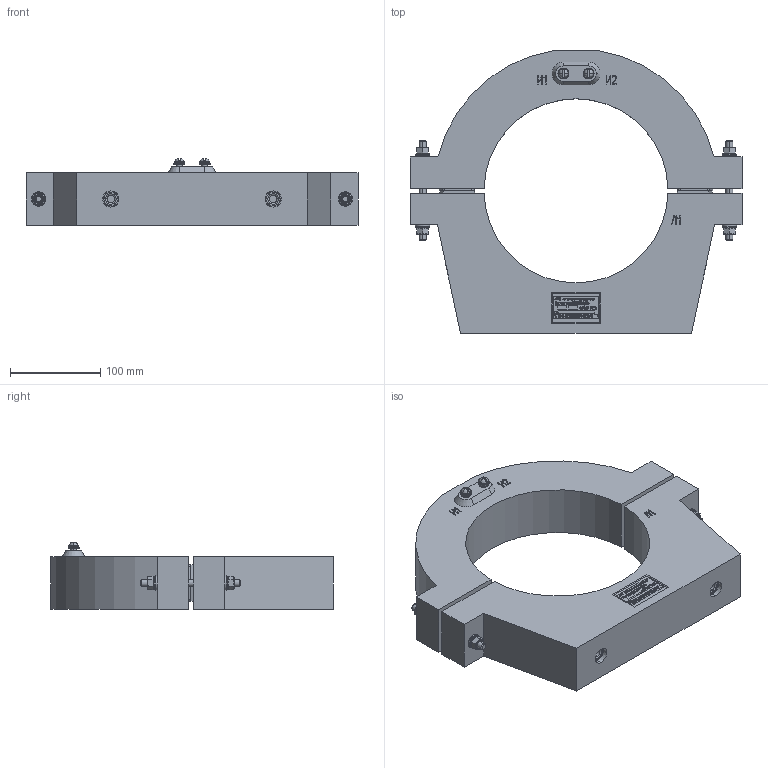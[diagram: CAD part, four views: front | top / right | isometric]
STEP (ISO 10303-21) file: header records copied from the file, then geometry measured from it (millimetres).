
FILE_DESCRIPTION (( 'STEP AP214' ), '1' );
FILE_NAME ('ﾒﾄﾇﾐﾋ-0,66-3 (3.1; 3.2; 3.3).STEP', '2023-07-14T09:11:12', ( '' ), ( '' ), 'SwSTEP 2.0', 'SolidWorks 2014', '' );
FILE_SCHEMA (( 'AUTOMOTIVE_DESIGN' ));
Length unit declared in the file: millimetre
Products named in the file (14): Ãàéêà øåñòèãðàííàÿ DIN 934_8; ﾘ琺矜 DIN 127 B_8; ﾘ琺矜 DIN 125 ﾀ_8.01.019; øïèëüêà^ÈÁËÒ.671323.001 Äàò÷èê òîêà òðàíñôîðìàòîðíûé ðàçú¸ìíûé ÒÄÇÐË-0,66; Âèíò ÃÎÑÒ 17473-80_6å10; ﾘ琺矜 DIN 127 B_6; ﾘ琺矜 DIN 125 ﾀ_6.01.019; ÂÅÈÓ.754312.178 Òàáëè÷êà íà äàò÷èê òîêà ÒÄÇÐË-0,66; ����.671323.502 ������ ������� ���� � ��������_-14 �����-0,66-3 (���); ��������^����.671323.502 ������ ������� ���� � ��������_�����-0,66-3 (���); Ãàéêà øåñòèãðàííàÿ DIN 934_10; ����.671323.502 ������ ������� ���� � ��������_-13 �����-0,66-3 (����); ��������^����.671323.502 ������ ������� ���� � ��������_�����-0,66-3 (����); ﾒﾄﾇﾐﾋ-0,66-3 (3.1; 3.2; 3.3)
Assembly tree (27 placements, depth 3):
  ﾒﾄﾇﾐﾋ-0,66-3 (3.1; 3.2; 3.3)
    ����.671323.502 ������ ������� ���� � ��������_-13 �����-0,66-3 (����)
      ��������^����.671323.502 ������ ������� ���� � ��������_�����-0,66-3 (����)
    ����.671323.502 ������ ������� ���� � ��������_-14 �����-0,66-3 (���)
      Ãàéêà øåñòèãðàííàÿ DIN 934_10  x2
      ��������^����.671323.502 ������ ������� ���� � ��������_�����-0,66-3 (���)
    ÂÅÈÓ.754312.178 Òàáëè÷êà íà äàò÷èê òîêà ÒÄÇÐË-0,66
    ﾘ琺矜 DIN 125 ﾀ_6.01.019  x2
    ﾘ琺矜 DIN 127 B_6  x2
    Âèíò ÃÎÑÒ 17473-80_6å10  x2
    øïèëüêà^ÈÁËÒ.671323.001 Äàò÷èê òîêà òðàíñôîðìàòîðíûé ðàçú¸ìíûé ÒÄÇÐË-0,66  x2
    ﾘ琺矜 DIN 125 ﾀ_8.01.019  x4
    ﾘ琺矜 DIN 127 B_8  x4
    Ãàéêà øåñòèãðàííàÿ DIN 934_8  x4
Bounding box: 368 x 313.5 x 75.11 mm (x, y, z)
Volume: 2549303.4 mm3; surface area: 383657.2 mm2
Topology: 25 solids, 64 shells, 2396 faces, 6161 edges, 3978 vertices
Faces by surface type: plane 944, bspline 605, cylinder 428, torus 340, cone 75, sphere 4
Entity records: 110589 total; most frequent: CARTESIAN_POINT 45781, ORIENTED_EDGE 11574, DIRECTION 9273, EDGE_CURVE 5787, VERTEX_POINT 3743, AXIS2_PLACEMENT_3D 3113, VECTOR 3047, LINE 3047
